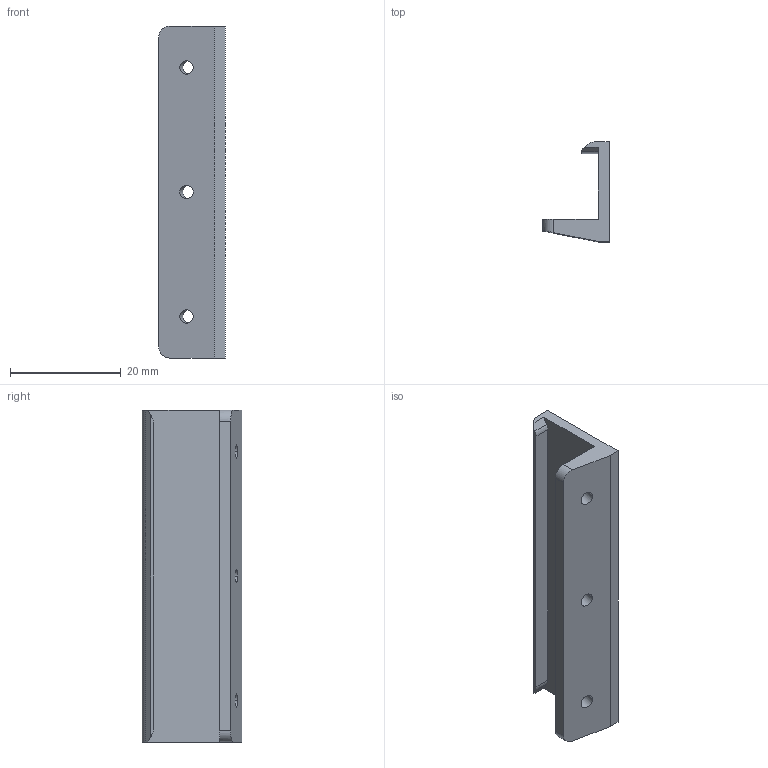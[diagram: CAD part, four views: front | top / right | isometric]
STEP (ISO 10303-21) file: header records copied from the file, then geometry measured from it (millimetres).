
FILE_DESCRIPTION (( 'STEP AP203' ), '1' );
FILE_NAME ('Bed_Clamp.STEP', '2023-04-26T11:30:28', ( '' ), ( '' ), 'SwSTEP 2.0', 'SolidWorks 2018', '' );
FILE_SCHEMA (( 'CONFIG_CONTROL_DESIGN' ));
Length unit declared in the file: millimetre
Products named in the file (1): Bed_Clamp
Bounding box: 12 x 18 x 60 mm (x, y, z)
Volume: 4193.4 mm3; surface area: 3966.2 mm2
Topology: 1 solids, 1 shells, 25 faces, 69 edges, 46 vertices
Faces by surface type: plane 14, cylinder 11
Entity records: 886 total; most frequent: CARTESIAN_POINT 165, ORIENTED_EDGE 138, DIRECTION 127, EDGE_CURVE 69, LINE 47, VECTOR 47, VERTEX_POINT 46, AXIS2_PLACEMENT_3D 40
